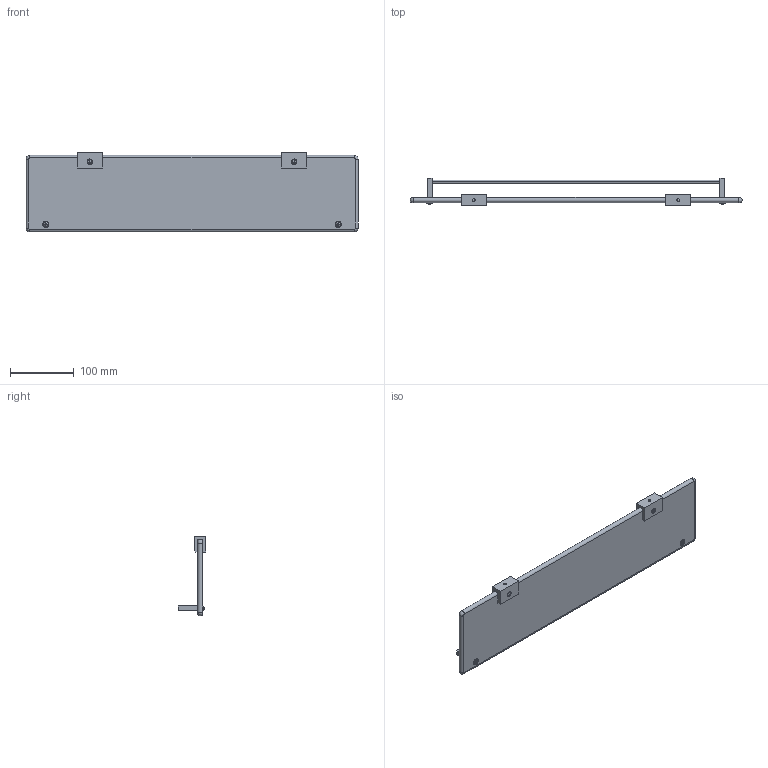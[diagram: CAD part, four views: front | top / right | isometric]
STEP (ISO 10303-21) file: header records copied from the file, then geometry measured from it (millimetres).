
FILE_DESCRIPTION (( 'STEP AP203' ), '1' );
FILE_NAME ('3387.STEP', '2016-07-20T14:31:57', ( '微软中国' ), ( 'Microsoft' ), 'SwSTEP 2.0', 'SolidWorks 2012', '' );
FILE_SCHEMA (( 'CONFIG_CONTROL_DESIGN' ));
Length unit declared in the file: millimetre
Products named in the file (8): 58趙衒標蹟佪; 圉埴芛蹟佪M4X16; 33誘戲芛; 11誘戲芛菜え; 11趙衒怢產薛; 33趙衒標; 3387; 11趙衒怢誘戲
Assembly tree (14 placements, depth 2):
  3387
    33趙衒標  x2
    11趙衒怢產薛
    11誘戲芛菜え  x4
    33誘戲芛  x2
    圉埴芛蹟佪M4X16  x2
    58趙衒標蹟佪  x2
    11趙衒怢誘戲
Bounding box: 519.98 x 43.6 x 124.99 mm (x, y, z)
Volume: 519701.2 mm3; surface area: 162466.3 mm2
Topology: 14 solids, 14 shells, 258 faces, 648 edges, 420 vertices
Faces by surface type: plane 100, cylinder 90, cone 44, bspline 16, torus 8
Entity records: 9466 total; most frequent: CARTESIAN_POINT 5358, ORIENTED_EDGE 668, DIRECTION 615, EDGE_CURVE 334, AXIS2_PLACEMENT_3D 235, VERTEX_POINT 218, EDGE_LOOP 148, VECTOR 145
